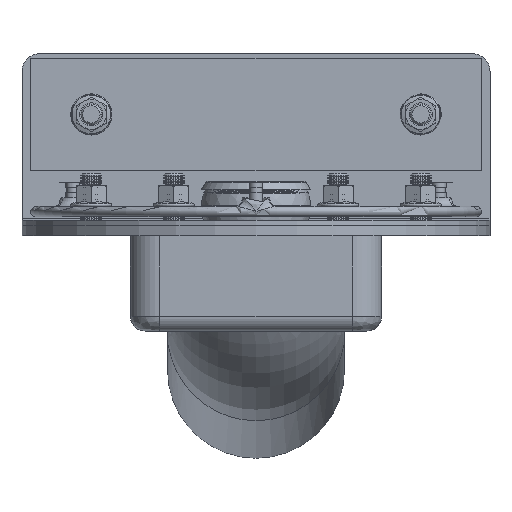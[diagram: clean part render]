
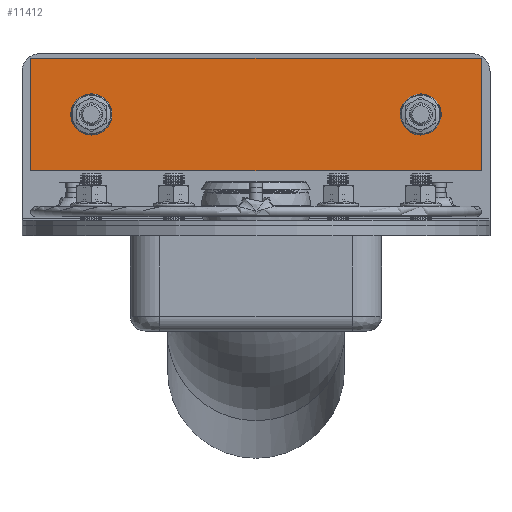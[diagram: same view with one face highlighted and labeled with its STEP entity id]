
A CAD part, left-side view. The second image highlights one B-rep face of the part: STEP entity #11412.
In plain terms, the highlighted planar face has unit normal (-1, 0, 0).
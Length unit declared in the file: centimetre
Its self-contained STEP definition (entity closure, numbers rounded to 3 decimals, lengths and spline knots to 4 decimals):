
#247=FACE_BOUND('',#3884,.T.);
#248=FACE_BOUND('',#3885,.T.);
#1205=LINE('',#23203,#1896);
#1208=LINE('',#23208,#1899);
#1211=LINE('',#23224,#1902);
#1213=LINE('',#23227,#1904);
#1896=VECTOR('',#16629,1.);
#1899=VECTOR('',#16634,1.);
#1902=VECTOR('',#16653,1.);
#1904=VECTOR('',#16657,1.);
#3028=FACE_OUTER_BOUND('',#3883,.T.);
#3883=EDGE_LOOP('',(#10184,#10185,#10186,#10187));
#3884=EDGE_LOOP('',(#10188));
#3885=EDGE_LOOP('',(#10189));
#4733=CIRCLE('',#12967,8.);
#4734=CIRCLE('',#12969,8.);
#5598=VERTEX_POINT('',#23200);
#5599=VERTEX_POINT('',#23202);
#5600=VERTEX_POINT('',#23206);
#5603=VERTEX_POINT('',#23215);
#5604=VERTEX_POINT('',#23219);
#5605=VERTEX_POINT('',#23223);
#7138=EDGE_CURVE('',#5599,#5598,#1205,.T.);
#7141=EDGE_CURVE('',#5598,#5600,#1208,.T.);
#7144=EDGE_CURVE('',#5603,#5603,#4733,.T.);
#7146=EDGE_CURVE('',#5604,#5604,#4734,.T.);
#7148=EDGE_CURVE('',#5605,#5599,#1211,.T.);
#7150=EDGE_CURVE('',#5600,#5605,#1213,.T.);
#10184=ORIENTED_EDGE('',*,*,#7141,.T.);
#10185=ORIENTED_EDGE('',*,*,#7150,.T.);
#10186=ORIENTED_EDGE('',*,*,#7148,.T.);
#10187=ORIENTED_EDGE('',*,*,#7138,.T.);
#10188=ORIENTED_EDGE('',*,*,#7146,.T.);
#10189=ORIENTED_EDGE('',*,*,#7144,.T.);
#10686=PLANE('',#12972);
#11412=ADVANCED_FACE('',(#3028,#247,#248),#10686,.T.);
#12967=AXIS2_PLACEMENT_3D('',#23216,#16643,#16644);
#12969=AXIS2_PLACEMENT_3D('',#23220,#16648,#16649);
#12972=AXIS2_PLACEMENT_3D('',#23228,#16658,#16659);
#16629=DIRECTION('',(0.,1.,0.));
#16634=DIRECTION('',(0.,0.,-1.));
#16643=DIRECTION('center_axis',(1.,0.,0.));
#16644=DIRECTION('ref_axis',(0.,-1.,0.));
#16648=DIRECTION('center_axis',(1.,0.,0.));
#16649=DIRECTION('ref_axis',(0.,-1.,0.));
#16653=DIRECTION('',(0.,0.,1.));
#16657=DIRECTION('',(0.,-1.,0.));
#16658=DIRECTION('center_axis',(-1.,0.,0.));
#16659=DIRECTION('ref_axis',(0.,-1.,0.));
#23200=CARTESIAN_POINT('',(189.0208,197.5208,149.));
#23202=CARTESIAN_POINT('',(189.0208,-62.4792,149.));
#23203=CARTESIAN_POINT('',(189.0208,-62.4792,149.));
#23206=CARTESIAN_POINT('',(189.0208,197.5208,84.));
#23208=CARTESIAN_POINT('',(189.0208,197.5208,149.));
#23215=CARTESIAN_POINT('',(189.0208,170.5208,116.5));
#23216=CARTESIAN_POINT('Origin',(189.0208,162.5208,116.5));
#23219=CARTESIAN_POINT('',(189.0208,-19.4792,116.5));
#23220=CARTESIAN_POINT('Origin',(189.0208,-27.4792,116.5));
#23223=CARTESIAN_POINT('',(189.0208,-62.4792,84.));
#23224=CARTESIAN_POINT('',(189.0208,-62.4792,84.));
#23227=CARTESIAN_POINT('',(189.0208,197.5208,84.));
#23228=CARTESIAN_POINT('Origin',(189.0208,67.5208,116.5));
